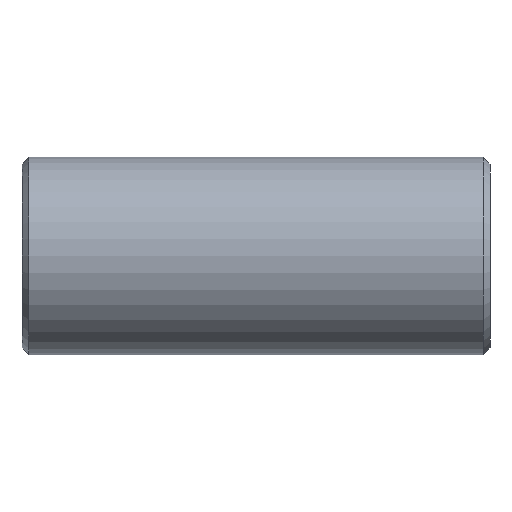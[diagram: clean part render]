
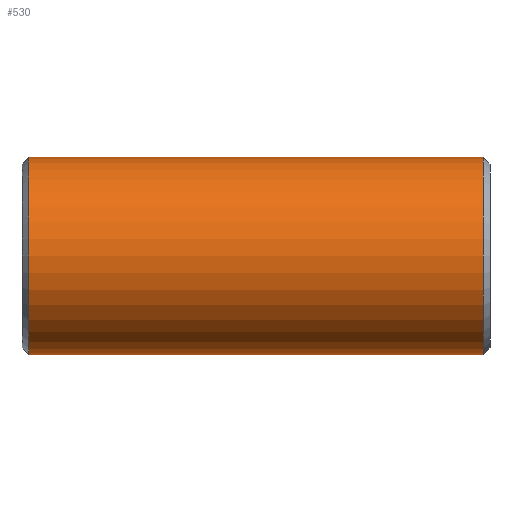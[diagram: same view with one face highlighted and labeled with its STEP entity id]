
A CAD part, front view. The second image highlights one B-rep face of the part: STEP entity #530.
In plain terms, the highlighted cylindrical face has radius 24.13 mm (diameter 48.26 mm), a partial arc.
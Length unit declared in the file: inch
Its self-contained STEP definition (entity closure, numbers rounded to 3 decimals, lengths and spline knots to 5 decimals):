
#17 = LINE ( 'NONE', #120, #640 ) ;
#37 = EDGE_LOOP ( 'NONE', ( #366, #304, #242, #295 ) ) ;
#53 = CARTESIAN_POINT ( 'NONE',  ( -2.18333, 0., 0. ) ) ;
#54 = EDGE_CURVE ( 'NONE', #324, #205, #565, .T. ) ;
#101 = AXIS2_PLACEMENT_3D ( 'NONE', #649, #235, #581 ) ;
#120 = CARTESIAN_POINT ( 'NONE',  ( 2.25, 0., -0.95 ) ) ;
#131 = CARTESIAN_POINT ( 'NONE',  ( 2.18333, 0., 0. ) ) ;
#159 = DIRECTION ( 'NONE',  ( 0., 0., 1. ) ) ;
#164 = DIRECTION ( 'NONE',  ( 1., 0., 0. ) ) ;
#172 = CARTESIAN_POINT ( 'NONE',  ( 2.25, 0., 0.95 ) ) ;
#205 = VERTEX_POINT ( 'NONE', #537 ) ;
#210 = EDGE_CURVE ( 'NONE', #607, #324, #562, .T. ) ;
#225 = DIRECTION ( 'NONE',  ( -1., 0., 0. ) ) ;
#235 = DIRECTION ( 'NONE',  ( -1., 0., 0. ) ) ;
#242 = ORIENTED_EDGE ( 'NONE', *, *, #54, .T. ) ;
#268 = EDGE_CURVE ( 'NONE', #205, #543, #299, .T. ) ;
#295 = ORIENTED_EDGE ( 'NONE', *, *, #268, .T. ) ;
#299 = CIRCLE ( 'NONE', #489, 0.95 ) ;
#304 = ORIENTED_EDGE ( 'NONE', *, *, #210, .T. ) ;
#324 = VERTEX_POINT ( 'NONE', #393 ) ;
#366 = ORIENTED_EDGE ( 'NONE', *, *, #538, .F. ) ;
#393 = CARTESIAN_POINT ( 'NONE',  ( 2.18333, 0., 0.95 ) ) ;
#404 = CARTESIAN_POINT ( 'NONE',  ( -2.18333, 0., -0.95 ) ) ;
#421 = DIRECTION ( 'NONE',  ( 0., 0., -1. ) ) ;
#466 = DIRECTION ( 'NONE',  ( -1., 0., 0. ) ) ;
#471 = CYLINDRICAL_SURFACE ( 'NONE', #101, 0.95 ) ;
#489 = AXIS2_PLACEMENT_3D ( 'NONE', #53, #164, #159 ) ;
#530 = ADVANCED_FACE ( 'NONE', ( #533 ), #471, .T. ) ;
#533 = FACE_OUTER_BOUND ( 'NONE', #37, .T. ) ;
#537 = CARTESIAN_POINT ( 'NONE',  ( -2.18333, 0., 0.95 ) ) ;
#538 = EDGE_CURVE ( 'NONE', #607, #543, #17, .T. ) ;
#543 = VERTEX_POINT ( 'NONE', #404 ) ;
#562 = CIRCLE ( 'NONE', #563, 0.95 ) ;
#563 = AXIS2_PLACEMENT_3D ( 'NONE', #131, #586, #421 ) ;
#565 = LINE ( 'NONE', #172, #673 ) ;
#576 = CARTESIAN_POINT ( 'NONE',  ( 2.18333, 0., -0.95 ) ) ;
#581 = DIRECTION ( 'NONE',  ( 0., 0., 1. ) ) ;
#586 = DIRECTION ( 'NONE',  ( -1., 0., 0. ) ) ;
#607 = VERTEX_POINT ( 'NONE', #576 ) ;
#640 = VECTOR ( 'NONE', #466, 39.37008 ) ;
#649 = CARTESIAN_POINT ( 'NONE',  ( 2.25, 0., 0. ) ) ;
#673 = VECTOR ( 'NONE', #225, 39.37008 ) ;
